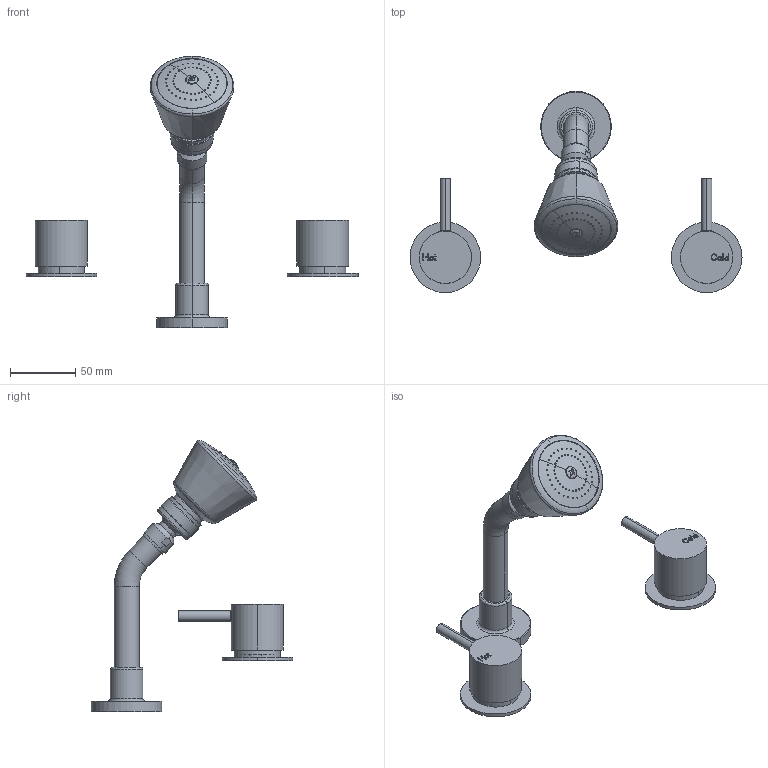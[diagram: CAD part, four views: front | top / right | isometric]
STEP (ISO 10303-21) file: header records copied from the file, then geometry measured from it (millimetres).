
FILE_DESCRIPTION (( 'STEP AP214' ), '1' );
FILE_NAME ('SUSSEX_SCALA_SSHS_shower_set_shell.STEP', '2021-07-16T06:29:11', ( '' ), ( '' ), 'SwSTEP 2.0', 'SolidWorks 2020', '' );
FILE_SCHEMA (( 'AUTOMOTIVE_DESIGN' ));
Length unit declared in the file: millimetre
Products named in the file (1): SUSSEX_SCALA_SSHS_shower_set_shell
Bounding box: 254 x 154 x 207.7 mm (x, y, z)
Volume: 313706.6 mm3; surface area: 86171.6 mm2
Topology: 15 solids, 15 shells, 501 faces, 1089 edges, 705 vertices
Faces by surface type: cylinder 214, plane 110, sphere 66, bspline 57, cone 30, torus 24
Entity records: 19555 total; most frequent: CARTESIAN_POINT 5599, ORIENTED_EDGE 2168, DIRECTION 1836, EDGE_CURVE 1084, VERTEX_POINT 702, AXIS2_PLACEMENT_3D 695, EDGE_LOOP 596, FACE_OUTER_BOUND 501
